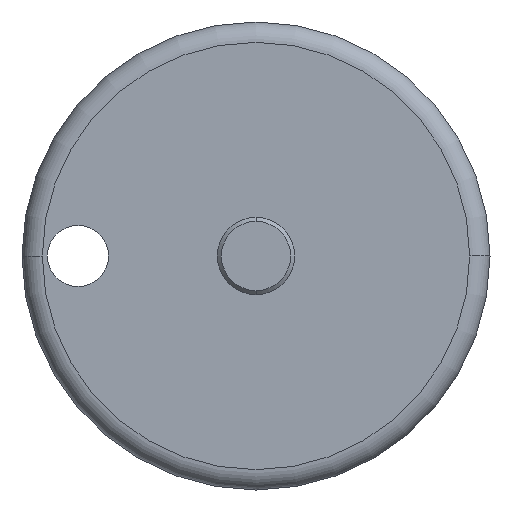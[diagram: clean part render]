
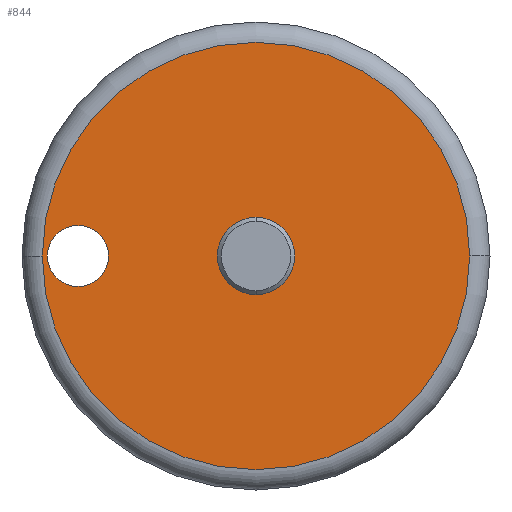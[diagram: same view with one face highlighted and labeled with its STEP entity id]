
A CAD part, left-side view. The second image highlights one B-rep face of the part: STEP entity #844.
In plain terms, the highlighted planar face has unit normal (-1, 0, 0).
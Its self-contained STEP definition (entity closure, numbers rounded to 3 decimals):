
#9 = AXIS2_PLACEMENT_3D ( 'NONE', #29, #843, #367 ) ;
#29 = CARTESIAN_POINT ( 'NONE',  ( -62.681, 0.721, 0. ) ) ;
#34 = CIRCLE ( 'NONE', #446, 1.5 ) ;
#51 = ORIENTED_EDGE ( 'NONE', *, *, #288, .F. ) ;
#63 = VERTEX_POINT ( 'NONE', #522 ) ;
#96 = CIRCLE ( 'NONE', #229, 1.5 ) ;
#135 = CARTESIAN_POINT ( 'NONE',  ( -62.681, 0.721, 0. ) ) ;
#138 = CARTESIAN_POINT ( 'NONE',  ( -62.681, 7.971, 0. ) ) ;
#142 = VERTEX_POINT ( 'NONE', #385 ) ;
#153 = DIRECTION ( 'NONE',  ( 1., 0., 0. ) ) ;
#160 = AXIS2_PLACEMENT_3D ( 'NONE', #896, #175, #327 ) ;
#165 = AXIS2_PLACEMENT_3D ( 'NONE', #135, #955, #558 ) ;
#174 = EDGE_CURVE ( 'NONE', #614, #142, #615, .T. ) ;
#175 = DIRECTION ( 'NONE',  ( -1., 0., 0. ) ) ;
#205 = EDGE_CURVE ( 'NONE', #142, #614, #299, .T. ) ;
#229 = AXIS2_PLACEMENT_3D ( 'NONE', #487, #153, #317 ) ;
#234 = AXIS2_PLACEMENT_3D ( 'NONE', #742, #333, #1061 ) ;
#288 = EDGE_CURVE ( 'NONE', #63, #396, #442, .T. ) ;
#295 = CARTESIAN_POINT ( 'NONE',  ( -62.681, -1.179, 0. ) ) ;
#299 = CIRCLE ( 'NONE', #983, 10.5 ) ;
#317 = DIRECTION ( 'NONE',  ( 0., 1., 0. ) ) ;
#327 = DIRECTION ( 'NONE',  ( 0., 1., 0. ) ) ;
#333 = DIRECTION ( 'NONE',  ( 1., 0., 0. ) ) ;
#339 = FACE_OUTER_BOUND ( 'NONE', #463, .T. ) ;
#367 = DIRECTION ( 'NONE',  ( 0., -1., 0. ) ) ;
#385 = CARTESIAN_POINT ( 'NONE',  ( -62.681, 11.221, 0. ) ) ;
#396 = VERTEX_POINT ( 'NONE', #295 ) ;
#416 = FACE_BOUND ( 'NONE', #629, .T. ) ;
#428 = ORIENTED_EDGE ( 'NONE', *, *, #1012, .T. ) ;
#442 = CIRCLE ( 'NONE', #165, 1.9 ) ;
#446 = AXIS2_PLACEMENT_3D ( 'NONE', #882, #551, #464 ) ;
#463 = EDGE_LOOP ( 'NONE', ( #634, #754 ) ) ;
#464 = DIRECTION ( 'NONE',  ( 0., 1., 0. ) ) ;
#476 = EDGE_CURVE ( 'NONE', #982, #876, #96, .T. ) ;
#487 = CARTESIAN_POINT ( 'NONE',  ( -62.681, 9.471, 0. ) ) ;
#522 = CARTESIAN_POINT ( 'NONE',  ( -62.681, 2.621, 0. ) ) ;
#525 = CARTESIAN_POINT ( 'NONE',  ( -62.681, 10.971, 0. ) ) ;
#551 = DIRECTION ( 'NONE',  ( 1., 0., 0. ) ) ;
#558 = DIRECTION ( 'NONE',  ( 0., -1., 0. ) ) ;
#614 = VERTEX_POINT ( 'NONE', #741 ) ;
#615 = CIRCLE ( 'NONE', #160, 10.5 ) ;
#622 = ORIENTED_EDGE ( 'NONE', *, *, #873, .F. ) ;
#629 = EDGE_LOOP ( 'NONE', ( #428, #707 ) ) ;
#634 = ORIENTED_EDGE ( 'NONE', *, *, #205, .T. ) ;
#643 = DIRECTION ( 'NONE',  ( -1., 0., 0. ) ) ;
#690 = CIRCLE ( 'NONE', #9, 1.9 ) ;
#707 = ORIENTED_EDGE ( 'NONE', *, *, #476, .T. ) ;
#729 = CARTESIAN_POINT ( 'NONE',  ( -62.681, 0.721, 0. ) ) ;
#731 = FACE_BOUND ( 'NONE', #941, .T. ) ;
#741 = CARTESIAN_POINT ( 'NONE',  ( -62.681, -9.779, 0. ) ) ;
#742 = CARTESIAN_POINT ( 'NONE',  ( -62.681, 12.221, 0. ) ) ;
#754 = ORIENTED_EDGE ( 'NONE', *, *, #174, .T. ) ;
#824 = PLANE ( 'NONE',  #234 ) ;
#843 = DIRECTION ( 'NONE',  ( -1., 0., 0. ) ) ;
#844 = ADVANCED_FACE ( 'NONE', ( #416, #339, #731 ), #824, .F. ) ;
#873 = EDGE_CURVE ( 'NONE', #396, #63, #690, .T. ) ;
#876 = VERTEX_POINT ( 'NONE', #525 ) ;
#882 = CARTESIAN_POINT ( 'NONE',  ( -62.681, 9.471, 0. ) ) ;
#892 = DIRECTION ( 'NONE',  ( 0., 1., 0. ) ) ;
#896 = CARTESIAN_POINT ( 'NONE',  ( -62.681, 0.721, 0. ) ) ;
#941 = EDGE_LOOP ( 'NONE', ( #622, #51 ) ) ;
#955 = DIRECTION ( 'NONE',  ( -1., 0., 0. ) ) ;
#982 = VERTEX_POINT ( 'NONE', #138 ) ;
#983 = AXIS2_PLACEMENT_3D ( 'NONE', #729, #643, #892 ) ;
#1012 = EDGE_CURVE ( 'NONE', #876, #982, #34, .T. ) ;
#1061 = DIRECTION ( 'NONE',  ( 0., 1., 0. ) ) ;
